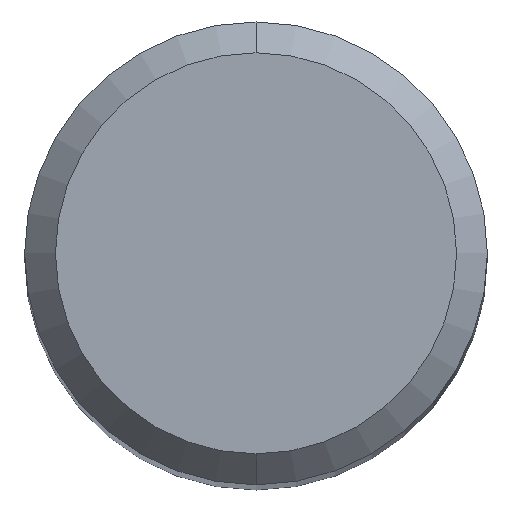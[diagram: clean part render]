
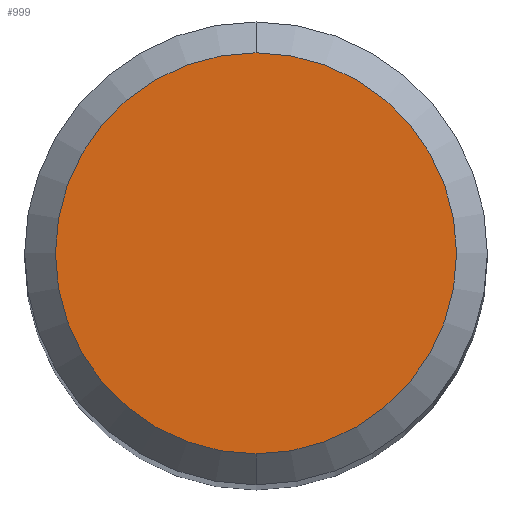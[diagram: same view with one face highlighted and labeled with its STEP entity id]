
A CAD part, top view. The second image highlights one B-rep face of the part: STEP entity #999.
In plain terms, the highlighted planar face has unit normal (0, 0, 1).
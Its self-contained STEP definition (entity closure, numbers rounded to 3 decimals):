
#571=VERTEX_POINT('',#1303);
#805=EDGE_CURVE('',#571,#885,#1556,.T.);
#885=VERTEX_POINT('',#1644);
#939=EDGE_CURVE('',#885,#571,#1699,.T.);
#999=ADVANCED_FACE('',(#1766),#1767,.T.);
#1303=CARTESIAN_POINT('',(0.,-2.6,0.0));
#1556=CIRCLE('',#3956,2.6);
#1644=CARTESIAN_POINT('',(0.0,2.6,0.0));
#1699=CIRCLE('',#4734,2.6);
#1766=FACE_OUTER_BOUND('',#5155,.T.);
#1767=PLANE('',#5156);
#3956=AXIS2_PLACEMENT_3D('',#6055,#6056,#6057);
#4734=AXIS2_PLACEMENT_3D('',#6162,#6163,#6164);
#5155=EDGE_LOOP('',(#6225,#6226));
#5156=AXIS2_PLACEMENT_3D('',#6227,#6228,#6229);
#6055=CARTESIAN_POINT('',(0.0,0.0,0.0));
#6056=DIRECTION('',(0.0,0.0,-1.0));
#6057=DIRECTION('',(0.0,1.0,0.0));
#6162=CARTESIAN_POINT('',(0.0,0.0,0.0));
#6163=DIRECTION('',(0.0,0.0,-1.0));
#6164=DIRECTION('',(0.0,1.0,0.0));
#6225=ORIENTED_EDGE('',*,*,#939,.F.);
#6226=ORIENTED_EDGE('',*,*,#805,.F.);
#6227=CARTESIAN_POINT('',(0.0,1.3,0.0));
#6228=DIRECTION('',(-0.0,0.0,1.0));
#6229=DIRECTION('',(0.0,-1.0,0.0));
